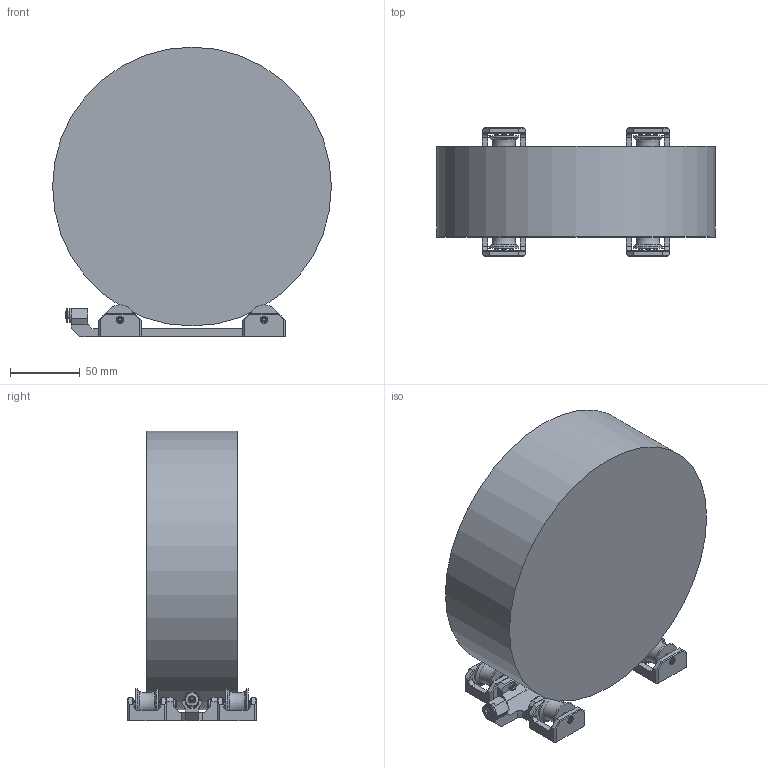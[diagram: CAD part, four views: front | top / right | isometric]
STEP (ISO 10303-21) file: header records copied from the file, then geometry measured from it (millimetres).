
FILE_DESCRIPTION(/* description */ (''),/* implementation_level */ '2;1');
FILE_NAME(/* name */ 'Spool Holder ECAS.step',/* time_stamp */ '2024-10-28T15:03:59Z',/* author */ (''),/* organization */ (''),/* preprocessor_version */ 'ST-DEVELOPER v20',/* originating_system */ 'Autodesk Translation Framework v13.20.0.188',/* authorisation */ '');
FILE_SCHEMA (('AUTOMOTIVE_DESIGN { 1 0 10303 214 3 1 1 }'));
Length unit declared in the file: millimetre
Products named in the file (9): Minimal holder; Spool; Roll; Roll_1; Roll_2; Roll_3; Heat Insert M3 Short 5x4; HW1868SC; ECAS04 Mockup
Assembly tree (15 placements, depth 3):
  Minimal holder
    Spool
    Roll
      HW1868SC
      Heat Insert M3 Short 5x4
    Roll_1
      HW1868SC
      Heat Insert M3 Short 5x4
    Roll_2
      HW1868SC
      Heat Insert M3 Short 5x4
    Roll_3
      HW1868SC
      Heat Insert M3 Short 5x4
    HW1868SC
    ECAS04 Mockup
Bounding box: 200 x 92.42 x 207.83 mm (x, y, z)
Volume: 2105977.9 mm3; surface area: 142994 mm2
Topology: 24 solids, 24 shells, 1099 faces, 2781 edges, 1766 vertices
Faces by surface type: plane 493, cylinder 245, bspline 185, cone 123, torus 37, sphere 16
Full cylindrical faces by diameter (mm): 2.529 x24, 2.8 x1, 2.927 x5, 3 x4, 3.086 x28, 3.3 x4, 3.4 x4, 4 x12, 4.25 x4, 4.3 x1, 4.4 x5, 5.5 x5, 5.6 x1, 6 x4, 6.2 x4, 7.8 x1, 8 x2, 8.45 x1, 9.86 x1, 10.45 x1, 21.529 x8, 200 x1
Entity records: 24896 total; most frequent: CARTESIAN_POINT 9631, ORIENTED_EDGE 3192, DIRECTION 2934, EDGE_CURVE 1596, VERTEX_POINT 1027, AXIS2_PLACEMENT_3D 1009, LINE 916, VECTOR 916
